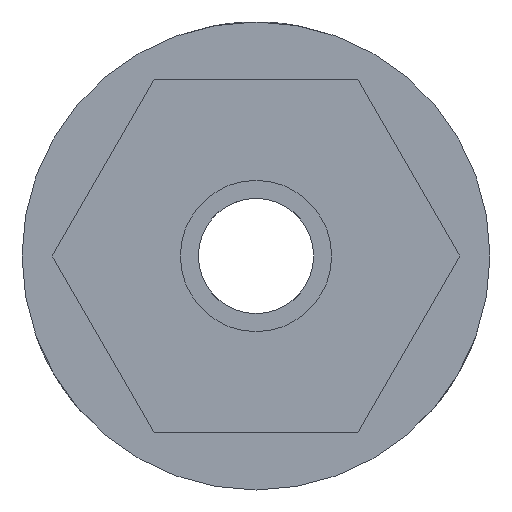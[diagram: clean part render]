
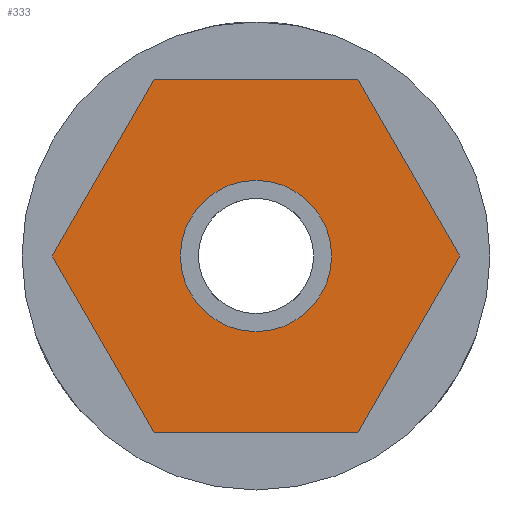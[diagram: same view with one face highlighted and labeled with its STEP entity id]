
A CAD part, left-side view. The second image highlights one B-rep face of the part: STEP entity #333.
In plain terms, the highlighted planar face has unit normal (-1, 0, 0).
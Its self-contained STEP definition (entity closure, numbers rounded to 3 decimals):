
#28=LINE('',#750,#53);
#31=LINE('',#755,#56);
#33=LINE('',#759,#58);
#35=LINE('',#763,#60);
#37=LINE('',#767,#62);
#39=LINE('',#770,#64);
#53=VECTOR('',#417,10.);
#56=VECTOR('',#422,10.);
#58=VECTOR('',#426,10.);
#60=VECTOR('',#430,10.);
#62=VECTOR('',#434,10.);
#64=VECTOR('',#438,10.);
#93=FACE_BOUND('',#134,.T.);
#109=FACE_OUTER_BOUND('',#133,.T.);
#133=EDGE_LOOP('',(#301,#302,#303,#304,#305,#306));
#134=EDGE_LOOP('',(#307));
#137=CIRCLE('',#354,2.1);
#153=VERTEX_POINT('',#632);
#167=VERTEX_POINT('',#748);
#168=VERTEX_POINT('',#749);
#169=VERTEX_POINT('',#754);
#170=VERTEX_POINT('',#758);
#171=VERTEX_POINT('',#762);
#172=VERTEX_POINT('',#766);
#187=EDGE_CURVE('',#153,#153,#137,.T.);
#206=EDGE_CURVE('',#167,#168,#28,.T.);
#209=EDGE_CURVE('',#169,#167,#31,.T.);
#211=EDGE_CURVE('',#170,#169,#33,.T.);
#213=EDGE_CURVE('',#171,#170,#35,.T.);
#215=EDGE_CURVE('',#172,#171,#37,.T.);
#217=EDGE_CURVE('',#168,#172,#39,.T.);
#301=ORIENTED_EDGE('',*,*,#217,.F.);
#302=ORIENTED_EDGE('',*,*,#206,.F.);
#303=ORIENTED_EDGE('',*,*,#209,.F.);
#304=ORIENTED_EDGE('',*,*,#211,.F.);
#305=ORIENTED_EDGE('',*,*,#213,.F.);
#306=ORIENTED_EDGE('',*,*,#215,.F.);
#307=ORIENTED_EDGE('',*,*,#187,.T.);
#317=PLANE('',#369);
#333=ADVANCED_FACE('',(#109,#93),#317,.F.);
#354=AXIS2_PLACEMENT_3D('',#633,#386,#387);
#369=AXIS2_PLACEMENT_3D('',#771,#439,#440);
#386=DIRECTION('center_axis',(1.,0.,0.));
#387=DIRECTION('ref_axis',(0.,-1.,0.));
#417=DIRECTION('',(0.,0.5,0.866));
#422=DIRECTION('',(0.,1.,0.));
#426=DIRECTION('',(0.,0.5,-0.866));
#430=DIRECTION('',(0.,-0.5,-0.866));
#434=DIRECTION('',(0.,-1.,0.));
#438=DIRECTION('',(0.,-0.5,0.866));
#439=DIRECTION('center_axis',(1.,0.,0.));
#440=DIRECTION('ref_axis',(0.,1.,0.));
#632=CARTESIAN_POINT('',(0.,2.1,4.9));
#633=CARTESIAN_POINT('Origin',(0.,0.,4.9));
#748=CARTESIAN_POINT('',(0.,2.829,0.));
#749=CARTESIAN_POINT('',(0.,5.658,4.9));
#750=CARTESIAN_POINT('',(0.,2.829,0.));
#754=CARTESIAN_POINT('',(0.,-2.829,0.));
#755=CARTESIAN_POINT('',(0.,-2.829,0.));
#758=CARTESIAN_POINT('',(0.,-5.658,4.9));
#759=CARTESIAN_POINT('',(0.,-5.658,4.9));
#762=CARTESIAN_POINT('',(0.,-2.829,9.8));
#763=CARTESIAN_POINT('',(0.,-2.829,9.8));
#766=CARTESIAN_POINT('',(0.,2.829,9.8));
#767=CARTESIAN_POINT('',(0.,2.829,9.8));
#770=CARTESIAN_POINT('',(0.,5.658,4.9));
#771=CARTESIAN_POINT('Origin',(0.,0.,4.9));
